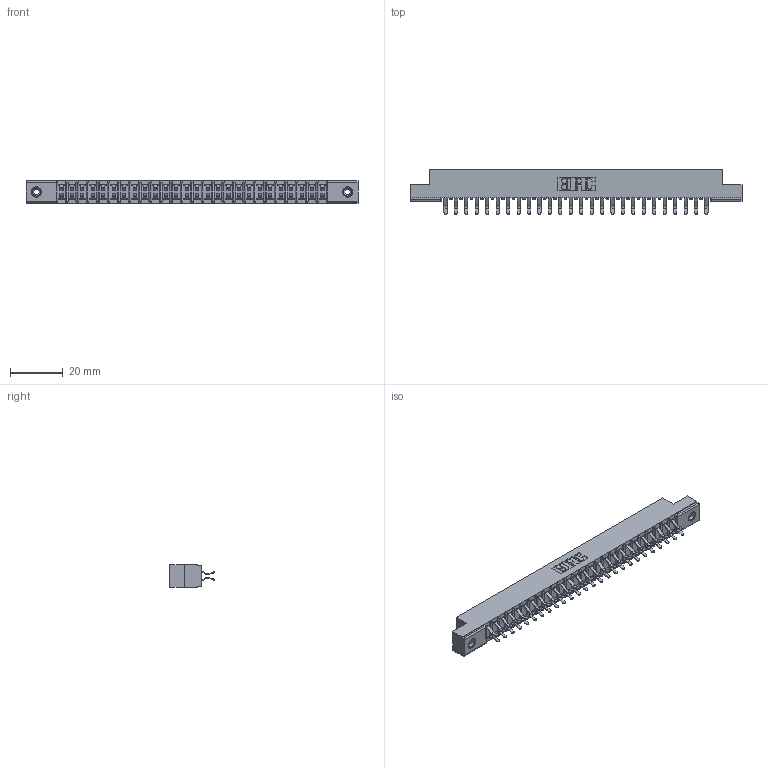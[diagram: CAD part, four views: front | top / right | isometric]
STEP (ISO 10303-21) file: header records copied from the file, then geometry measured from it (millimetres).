
FILE_DESCRIPTION (( 'STEP AP203' ), '1' );
FILE_NAME ('357-052-456-208.STEP', '2020-10-04T07:31:56', ( '' ), ( '' ), 'SwSTEP 2.0', 'SolidWorks 2020', '' );
FILE_SCHEMA (( 'CONFIG_CONTROL_DESIGN' ));
Length unit declared in the file: inch
Products named in the file (4): 307 Part_.156 Dia Mounting Holes; 357-052-456-208; 307-290-001_556; 345-250-001_345-250-003-102
Assembly tree (55 placements, depth 2):
  357-052-456-208
    307 Part_.156 Dia Mounting Holes
    307-290-001_556  x52
    345-250-001_345-250-003-102  x2
Bounding box: 126.03 x 16.97 x 8.71 mm (x, y, z)
Volume: 8227.6 mm3; surface area: 14710.3 mm2
Topology: 55 solids, 55 shells, 2805 faces, 7843 edges, 5078 vertices
Faces by surface type: plane 1818, cylinder 917, sphere 54, cone 12, torus 4
Entity records: 26383 total; most frequent: CARTESIAN_POINT 4305, ORIENTED_EDGE 4258, DIRECTION 4233, EDGE_CURVE 2129, VECTOR 1625, LINE 1625, VERTEX_POINT 1376, AXIS2_PLACEMENT_3D 1304
